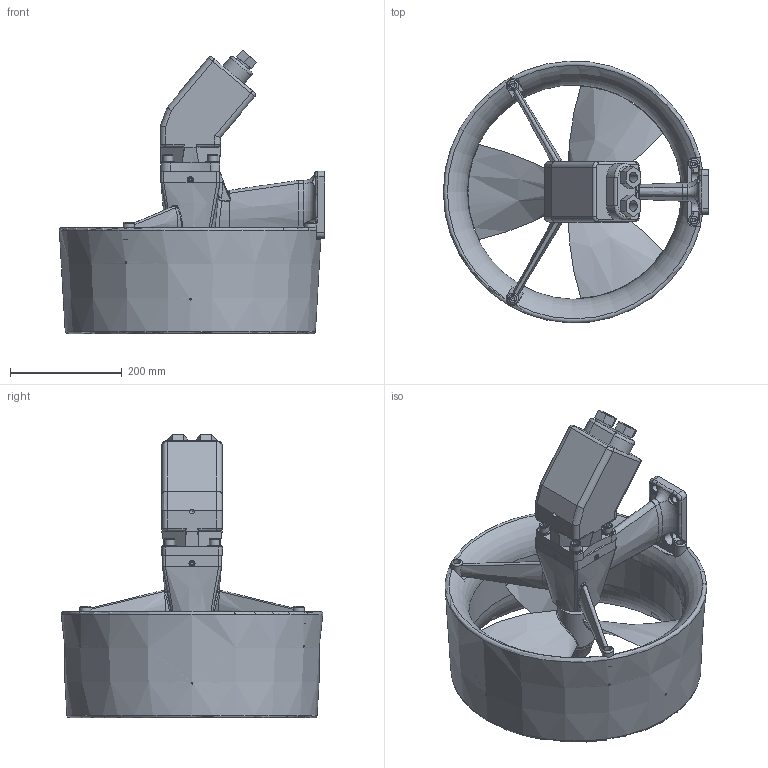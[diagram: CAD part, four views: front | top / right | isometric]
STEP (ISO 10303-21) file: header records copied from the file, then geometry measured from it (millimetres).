
FILE_DESCRIPTION(/* description */ ('ASSEMBLY THRUSTER CURVETECH 380MM 32CC BA MOTOR LOW TORQUE PROP'),/* implementation_level */ '2;1');
FILE_NAME(/* name */ 'HTE_380BA-32_SW.stp',/* time_stamp */ '2016-02-22T08:49:37+00:00',/* author */ ('lyndono'),/* organization */ (''),/* preprocessor_version */ 'ST-DEVELOPER v15.6',/* originating_system */ 'Autodesk Inventor 2015',/* authorisation */ '');
FILE_SCHEMA (('AUTOMOTIVE_DESIGN { 1 0 10303 214 3 1 1 }'));
Length unit declared in the file: millimetre
Products named in the file (1): HTE_380BA-32_SW
Bounding box: 473.99 x 467.41 x 507.06 mm (x, y, z)
Volume: 13115837.5 mm3; surface area: 1056084.4 mm2
Topology: 16 solids, 16 shells, 613 faces, 1494 edges, 960 vertices
Faces by surface type: cylinder 222, plane 208, bspline 88, cone 57, torus 38
Full cylindrical faces by diameter (mm): 3 x6, 4.134 x8, 4.917 x7, 5.5 x1, 7 x4, 7.9 x8, 8.376 x9, 8.566 x1, 8.99 x2, 9 x2, 10 x5, 10.106 x5, 11 x4, 11.445 x1, 12 x4, 12.5 x3, 13 x12, 14 x4, 16 x1, 18 x4, 18.631 x2, 20 x2, 21 x4, 22 x1, 24 x3, 30 x2, 45 x1, 47 x1, 57 x1, 65 x2
Entity records: 22160 total; most frequent: CARTESIAN_POINT 8676, DIRECTION 2514, ORIENTED_EDGE 2464, EDGE_CURVE 1232, AXIS2_PLACEMENT_3D 1070, EDGE_LOOP 882, VERTEX_POINT 874, STYLED_ITEM 628
